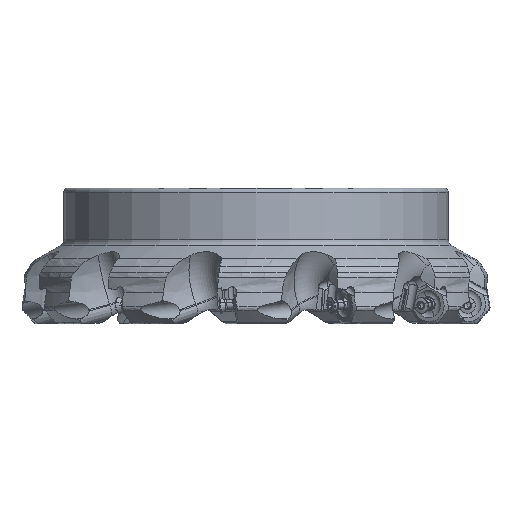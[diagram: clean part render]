
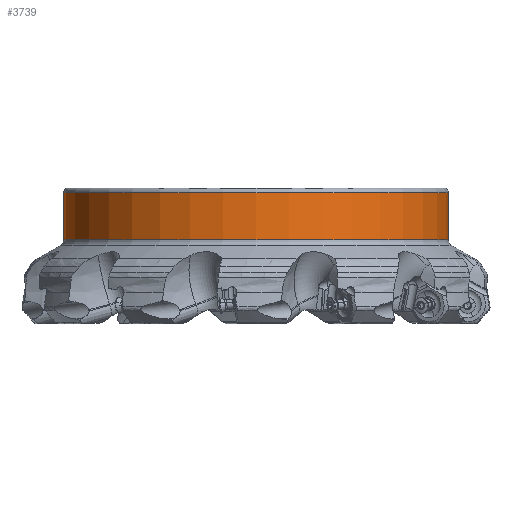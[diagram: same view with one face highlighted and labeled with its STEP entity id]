
A CAD part, left-side view. The second image highlights one B-rep face of the part: STEP entity #3739.
In plain terms, the highlighted cylindrical face has radius 87.5 mm (diameter 175 mm), a partial arc.
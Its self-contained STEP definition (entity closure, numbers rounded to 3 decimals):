
#931=CYLINDRICAL_SURFACE('',#25455,87.5);
#1635=LINE('',#46681,#2461);
#1636=LINE('',#46683,#2462);
#2461=VECTOR('',#29885,1.);
#2462=VECTOR('',#29886,1.);
#3739=ADVANCED_FACE('',(#5440),#931,.T.);
#5440=FACE_OUTER_BOUND('',#6818,.T.);
#6818=EDGE_LOOP('',(#13688,#13689,#13690,#13691));
#13688=ORIENTED_EDGE('',*,*,#21347,.T.);
#13689=ORIENTED_EDGE('',*,*,#21352,.T.);
#13690=ORIENTED_EDGE('',*,*,#21346,.T.);
#13691=ORIENTED_EDGE('',*,*,#21351,.F.);
#18199=VERTEX_POINT('',#46676);
#18200=VERTEX_POINT('',#46678);
#18201=VERTEX_POINT('',#46682);
#18202=VERTEX_POINT('',#46684);
#21346=EDGE_CURVE('',#18199,#18201,#1635,.T.);
#21347=EDGE_CURVE('',#18202,#18200,#1636,.T.);
#21351=EDGE_CURVE('',#18202,#18201,#23264,.T.);
#21352=EDGE_CURVE('',#18200,#18199,#23265,.T.);
#23264=CIRCLE('',#25452,87.5);
#23265=CIRCLE('',#25454,87.5);
#25452=AXIS2_PLACEMENT_3D('',#46690,#29897,#29898);
#25454=AXIS2_PLACEMENT_3D('',#46692,#29901,#29902);
#25455=AXIS2_PLACEMENT_3D('',#46693,#29903,#29904);
#29885=DIRECTION('',(0.,0.,-1.));
#29886=DIRECTION('',(0.,0.,1.));
#29897=DIRECTION('',(0.,0.,-1.));
#29898=DIRECTION('',(0.,-1.,0.));
#29901=DIRECTION('',(0.,0.,-1.));
#29902=DIRECTION('',(0.,-1.,0.));
#29903=DIRECTION('',(0.,0.,-1.));
#29904=DIRECTION('',(0.,-1.,0.));
#46676=CARTESIAN_POINT('',(0.,87.5,-2.));
#46678=CARTESIAN_POINT('',(0.,-87.5,-2.));
#46681=CARTESIAN_POINT('',(0.,87.5,-2.));
#46682=CARTESIAN_POINT('',(0.,87.5,-23.501));
#46683=CARTESIAN_POINT('',(0.,-87.5,-23.501));
#46684=CARTESIAN_POINT('',(0.,-87.5,-23.501));
#46690=CARTESIAN_POINT('',(0.,0.,-23.501));
#46692=CARTESIAN_POINT('',(0.,0.,-2.));
#46693=CARTESIAN_POINT('',(0.,0.,-1.57));
